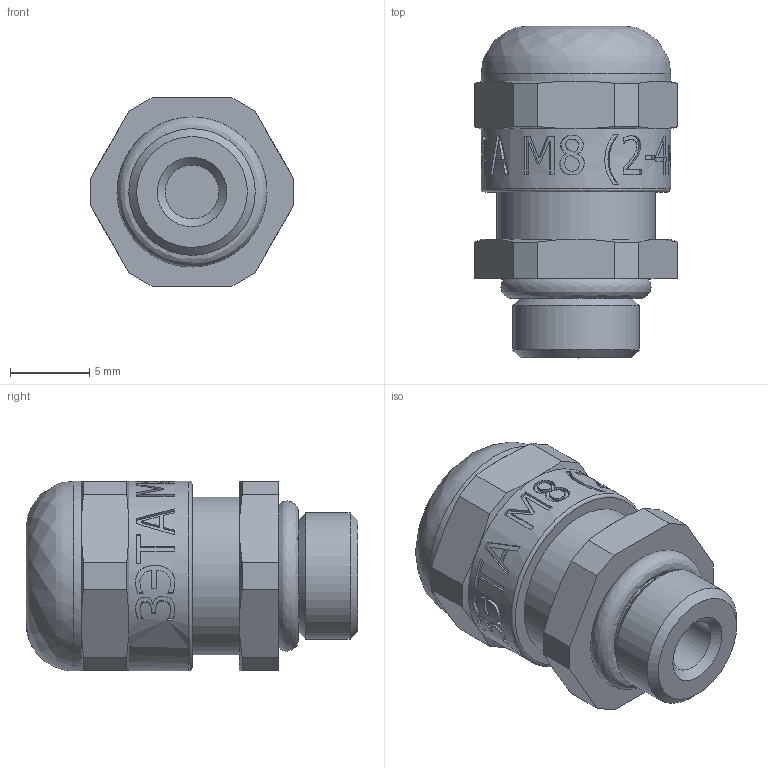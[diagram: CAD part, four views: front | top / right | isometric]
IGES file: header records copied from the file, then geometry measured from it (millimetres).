
Global section: file name: 1 КВ-М8 (2-4мм); native system: Autodesk Inventor 2015; preprocessor: unknown; author: zeta-23; date: 20161013.193422; units: millimetre
Bounding box: 12.86 x 21 x 12 mm (x, y, z)
Volume: 1880 mm3; surface area: 1108 mm2
Topology: 1 solids, 1 shells, 256 faces, 695 edges, 462 vertices
Faces by surface type: bspline 256
